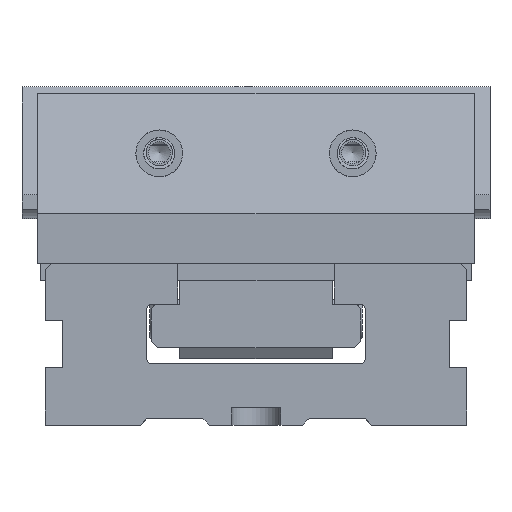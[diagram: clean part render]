
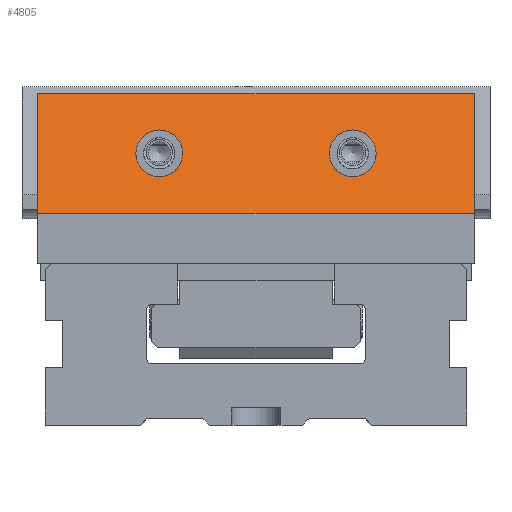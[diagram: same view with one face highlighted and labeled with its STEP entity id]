
A CAD part, left-side view. The second image highlights one B-rep face of the part: STEP entity #4805.
In plain terms, the highlighted planar face has unit normal (-0.924, 0, 0.383).
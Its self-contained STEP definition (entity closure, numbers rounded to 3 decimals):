
#38=ELLIPSE('',#12295,8.118,7.5);
#39=ELLIPSE('',#12301,8.118,7.5);
#4154=FACE_BOUND('',#6015,.T.);
#4155=FACE_BOUND('',#6016,.T.);
#4156=FACE_BOUND('',#6017,.T.);
#4805=ADVANCED_FACE('',(#4154,#4155,#4156),#5192,.F.);
#5192=PLANE('',#12303);
#6015=EDGE_LOOP('',(#7110,#7111,#7112,#7113));
#6016=EDGE_LOOP('',(#7114));
#6017=EDGE_LOOP('',(#7115));
#7110=ORIENTED_EDGE('',*,*,#9754,.F.);
#7111=ORIENTED_EDGE('',*,*,#9744,.F.);
#7112=ORIENTED_EDGE('',*,*,#9767,.F.);
#7113=ORIENTED_EDGE('',*,*,#9773,.F.);
#7114=ORIENTED_EDGE('',*,*,#9792,.T.);
#7115=ORIENTED_EDGE('',*,*,#9795,.F.);
#8868=VERTEX_POINT('',#16425);
#8869=VERTEX_POINT('',#16427);
#8878=VERTEX_POINT('',#16447);
#8887=VERTEX_POINT('',#16469);
#8902=VERTEX_POINT('',#16521);
#8905=VERTEX_POINT('',#16530);
#9744=EDGE_CURVE('',#8868,#8869,#10660,.T.);
#9754=EDGE_CURVE('',#8869,#8878,#10669,.T.);
#9767=EDGE_CURVE('',#8887,#8868,#10681,.T.);
#9773=EDGE_CURVE('',#8878,#8887,#10687,.T.);
#9792=EDGE_CURVE('',#8902,#8902,#38,.T.);
#9795=EDGE_CURVE('',#8905,#8905,#39,.T.);
#10660=LINE('',#16426,#11383);
#10669=LINE('',#16446,#11392);
#10681=LINE('',#16470,#11404);
#10687=LINE('',#16481,#11410);
#11383=VECTOR('',#13486,1.);
#11392=VECTOR('',#13499,1.);
#11404=VECTOR('',#13515,1.);
#11410=VECTOR('',#13525,1.);
#12295=AXIS2_PLACEMENT_3D('',#16520,#13572,#13573);
#12301=AXIS2_PLACEMENT_3D('',#16529,#13584,#13585);
#12303=AXIS2_PLACEMENT_3D('',#16532,#13588,#13589);
#13486=DIRECTION('',(0.,-1.,0.));
#13499=DIRECTION('',(-0.383,0.,-0.924));
#13515=DIRECTION('',(0.383,0.,0.924));
#13525=DIRECTION('',(0.,1.,0.));
#13572=DIRECTION('',(0.924,0.,-0.383));
#13573=DIRECTION('',(0.383,0.,0.924));
#13584=DIRECTION('',(-0.924,0.,0.383));
#13585=DIRECTION('',(0.383,0.,0.924));
#13588=DIRECTION('',(0.924,0.,-0.383));
#13589=DIRECTION('',(-0.383,0.,-0.924));
#16425=CARTESIAN_POINT('',(15.906,137.5,106.2));
#16426=CARTESIAN_POINT('',(15.906,67.5,106.2));
#16427=CARTESIAN_POINT('',(15.906,-2.5,106.2));
#16446=CARTESIAN_POINT('',(8.439,-2.5,88.173));
#16447=CARTESIAN_POINT('',(0.,-2.5,67.8));
#16469=CARTESIAN_POINT('',(0.,137.5,67.8));
#16470=CARTESIAN_POINT('',(8.439,137.5,88.173));
#16481=CARTESIAN_POINT('',(0.,67.5,67.8));
#16520=CARTESIAN_POINT('',(7.994,36.5,87.1));
#16521=CARTESIAN_POINT('',(11.101,36.5,94.6));
#16529=CARTESIAN_POINT('',(7.994,98.5,87.1));
#16530=CARTESIAN_POINT('',(11.101,98.5,94.6));
#16532=CARTESIAN_POINT('',(0.,67.5,67.8));
